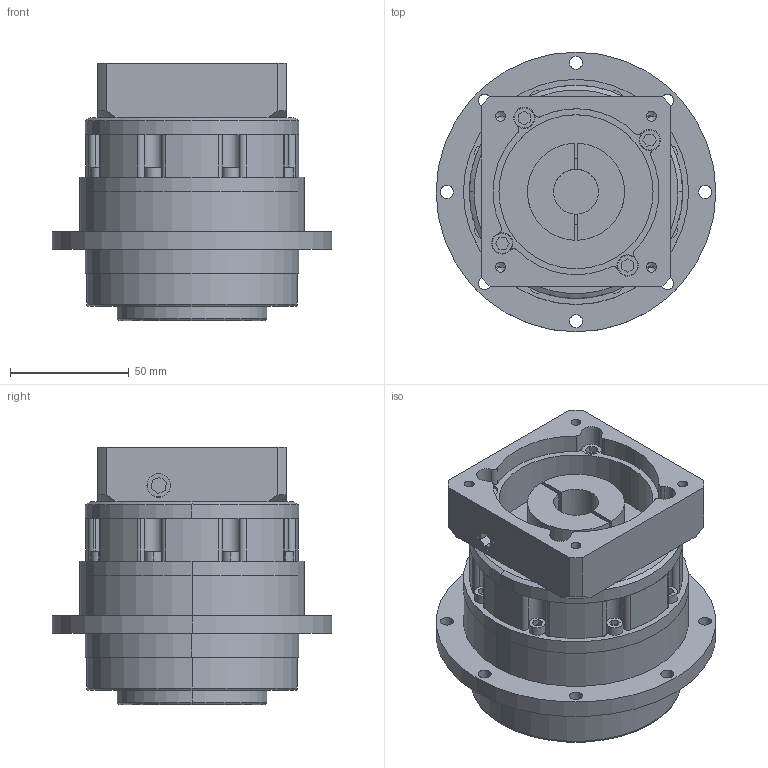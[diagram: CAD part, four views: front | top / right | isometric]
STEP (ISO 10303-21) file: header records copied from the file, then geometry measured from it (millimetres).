
FILE_DESCRIPTION (( 'STEP AP214' ), '1' );
FILE_NAME ('VGH90等撰耀倰 源80.STEP', '2018-05-04T02:10:43', ( 'Windows' ), ( 'Microsoft' ), 'SwSTEP 2.0', 'SolidWorks 2016', '' );
FILE_SCHEMA (( 'AUTOMOTIVE_DESIGN' ));
Length unit declared in the file: millimetre
Products named in the file (1): VGH90等撰耀倰 源80
Bounding box: 118 x 118 x 108.5 mm (x, y, z)
Volume: 610733.3 mm3; surface area: 102340 mm2
Topology: 3 solids, 3 shells, 364 faces, 911 edges, 582 vertices
Faces by surface type: cylinder 171, plane 157, cone 30, torus 6
Entity records: 11316 total; most frequent: DIRECTION 1993, CARTESIAN_POINT 1858, ORIENTED_EDGE 1774, EDGE_CURVE 887, AXIS2_PLACEMENT_3D 749, VERTEX_POINT 582, LINE 495, VECTOR 495
